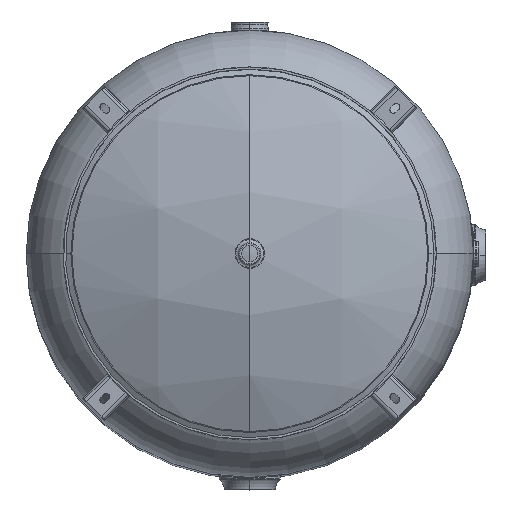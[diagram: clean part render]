
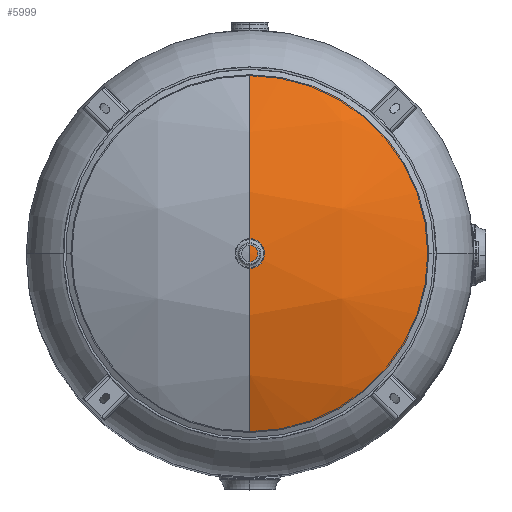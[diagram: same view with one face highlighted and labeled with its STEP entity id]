
A CAD part, top view. The second image highlights one B-rep face of the part: STEP entity #5999.
In plain terms, the highlighted spherical face has radius 822.96 mm.
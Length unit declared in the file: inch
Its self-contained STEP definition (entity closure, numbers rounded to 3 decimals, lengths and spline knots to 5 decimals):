
#101 = AXIS2_PLACEMENT_3D ( 'NONE', #13602, #9001, #18423 ) ;
#319 = DIRECTION ( 'NONE',  ( 0., 0., -1. ) ) ;
#510 = CARTESIAN_POINT ( 'NONE',  ( 0., -20.56775, 0. ) ) ;
#665 = CARTESIAN_POINT ( 'NONE',  ( 14.4, 8.45638, 0. ) ) ;
#2026 = SPHERICAL_SURFACE ( 'NONE', #2305, 32.4 ) ;
#2305 = AXIS2_PLACEMENT_3D ( 'NONE', #16361, #3699, #5259 ) ;
#2416 = CARTESIAN_POINT ( 'NONE',  ( 0., 8.45638, 0. ) ) ;
#2529 = CARTESIAN_POINT ( 'NONE',  ( 0., -20.56775, 0. ) ) ;
#2595 = CIRCLE ( 'NONE', #14266, 32.4 ) ;
#2914 = VERTEX_POINT ( 'NONE', #665 ) ;
#3050 = DIRECTION ( 'NONE',  ( 0., 0., -1. ) ) ;
#3142 = ORIENTED_EDGE ( 'NONE', *, *, #17529, .F. ) ;
#3699 = DIRECTION ( 'NONE',  ( 0., 0., 1. ) ) ;
#4093 = DIRECTION ( 'NONE',  ( 0., -1., 0. ) ) ;
#4698 = VERTEX_POINT ( 'NONE', #12833 ) ;
#4736 = AXIS2_PLACEMENT_3D ( 'NONE', #510, #319, #10104 ) ;
#5035 = CIRCLE ( 'NONE', #16396, 14.4 ) ;
#5121 = ORIENTED_EDGE ( 'NONE', *, *, #6420, .T. ) ;
#5259 = DIRECTION ( 'NONE',  ( 1., 0., 0. ) ) ;
#5999 = ADVANCED_FACE ( 'NONE', ( #14777 ), #2026, .T. ) ;
#6420 = EDGE_CURVE ( 'NONE', #19865, #4698, #2595, .T. ) ;
#7177 = EDGE_LOOP ( 'NONE', ( #9197, #5121, #10592, #3142 ) ) ;
#9001 = DIRECTION ( 'NONE',  ( 0., -1., 0. ) ) ;
#9197 = ORIENTED_EDGE ( 'NONE', *, *, #17764, .F. ) ;
#10104 = DIRECTION ( 'NONE',  ( -1., 0., 0. ) ) ;
#10356 = DIRECTION ( 'NONE',  ( 0., 0., 1. ) ) ;
#10382 = VERTEX_POINT ( 'NONE', #15863 ) ;
#10592 = ORIENTED_EDGE ( 'NONE', *, *, #16533, .F. ) ;
#12833 = CARTESIAN_POINT ( 'NONE',  ( -14.4, 8.45638, 0. ) ) ;
#13602 = CARTESIAN_POINT ( 'NONE',  ( 0., 8.45638, 0. ) ) ;
#13710 = DIRECTION ( 'NONE',  ( 1., 0., 0. ) ) ;
#14241 = CARTESIAN_POINT ( 'NONE',  ( 0., 11.83225, 0. ) ) ;
#14266 = AXIS2_PLACEMENT_3D ( 'NONE', #2529, #10356, #13710 ) ;
#14777 = FACE_OUTER_BOUND ( 'NONE', #7177, .T. ) ;
#15863 = CARTESIAN_POINT ( 'NONE',  ( 0., 8.45638, 14.4 ) ) ;
#16361 = CARTESIAN_POINT ( 'NONE',  ( 0., -20.56775, 0. ) ) ;
#16396 = AXIS2_PLACEMENT_3D ( 'NONE', #2416, #4093, #3050 ) ;
#16533 = EDGE_CURVE ( 'NONE', #10382, #4698, #5035, .T. ) ;
#17214 = CIRCLE ( 'NONE', #4736, 32.4 ) ;
#17529 = EDGE_CURVE ( 'NONE', #2914, #10382, #18801, .T. ) ;
#17764 = EDGE_CURVE ( 'NONE', #19865, #2914, #17214, .T. ) ;
#18423 = DIRECTION ( 'NONE',  ( 0., 0., -1. ) ) ;
#18801 = CIRCLE ( 'NONE', #101, 14.4 ) ;
#19865 = VERTEX_POINT ( 'NONE', #14241 ) ;
